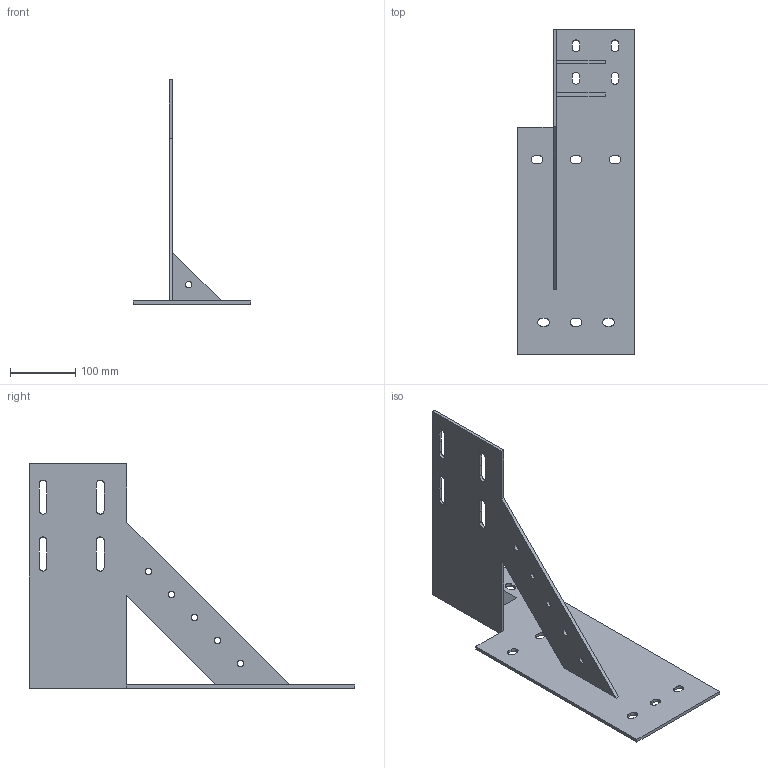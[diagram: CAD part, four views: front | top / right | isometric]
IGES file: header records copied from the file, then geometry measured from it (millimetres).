
Global section: file name: FS Support Stores D; native system: AutoCAD 2016 - Français (French),; preprocessor: Autodesk Translation Framework DWG producer (atf_dwg_producer); organization: unknown; date: 20210504.195354; units: millimetre
Bounding box: 180 x 500 x 345 mm (x, y, z)
Volume: 777309.9 mm3; surface area: 328251.6 mm2
Topology: 1 solids, 1 shells, 111 faces, 329 edges, 219 vertices
Faces by surface type: bspline 111
